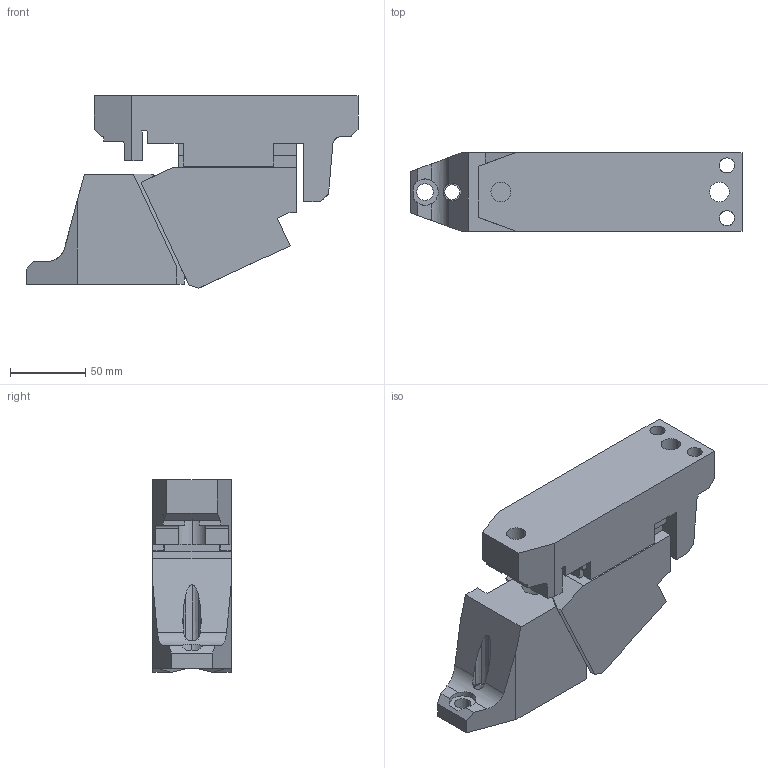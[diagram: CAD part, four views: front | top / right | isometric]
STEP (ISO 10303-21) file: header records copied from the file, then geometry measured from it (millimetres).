
FILE_DESCRIPTION(('CATIA V5 STEP Exchange'),'2;1');
FILE_NAME('CACS_52_65.stp','2015-04-21T07:11:16+00:00',('none'),('none'),'CATIA Version 5 Release 19 SP 2 (IN-10)','CATIA V5 STEP AP203','none');
FILE_SCHEMA(('CONFIG_CONTROL_DESIGN'));
Length unit declared in the file: millimetre
Products named in the file (1): CACS_52_65
Bounding box: 220.23 x 52 x 127.76 mm (x, y, z)
Volume: 832351.3 mm3; surface area: 117102 mm2
Topology: 3 solids, 3 shells, 175 faces, 499 edges, 333 vertices
Faces by surface type: plane 115, cylinder 43, bspline 17
Entity records: 6361 total; most frequent: CARTESIAN_POINT 2041, ORIENTED_EDGE 998, DIRECTION 677, EDGE_CURVE 499, VERTEX_POINT 333, VECTOR 320, LINE 320, AXIS2_PLACEMENT_3D 212
